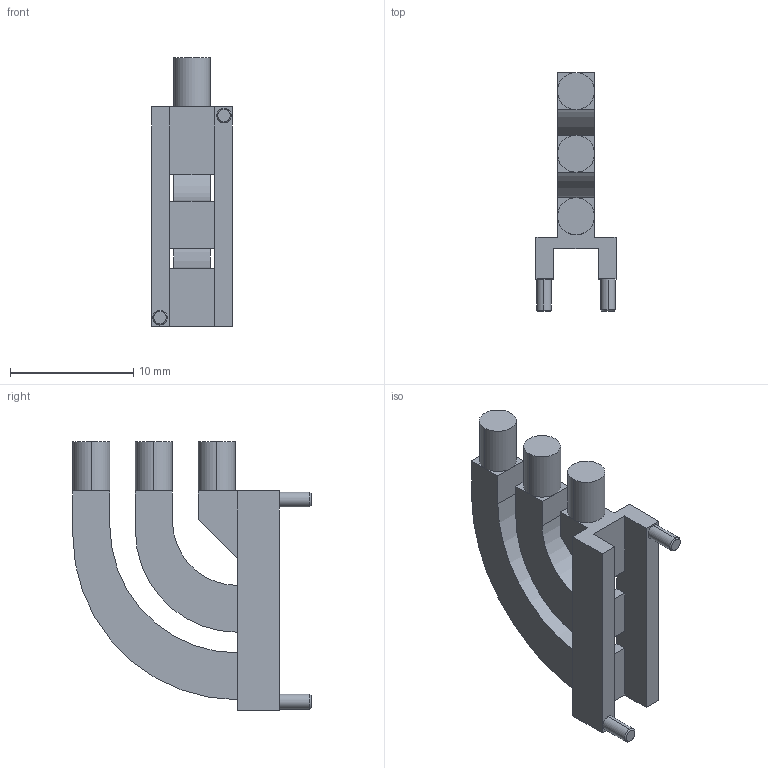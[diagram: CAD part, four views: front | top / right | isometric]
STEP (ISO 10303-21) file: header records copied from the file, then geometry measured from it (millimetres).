
FILE_DESCRIPTION (( 'STEP AP214' ), '1' );
FILE_NAME ('LPF-C013301S.STEP', '2023-03-09T04:31:58', ( '' ), ( '' ), 'SwSTEP 2.0', 'SolidWorks 2017', '' );
FILE_SCHEMA (( 'AUTOMOTIVE_DESIGN' ));
Length unit declared in the file: millimetre
Products named in the file (1): LPF-C013301S
Bounding box: 6.5 x 19.34 x 21.8 mm (x, y, z)
Volume: 710 mm3; surface area: 1077.8 mm2
Topology: 1 solids, 1 shells, 61 faces, 154 edges, 93 vertices
Faces by surface type: plane 43, cylinder 14, cone 4
Entity records: 1835 total; most frequent: DIRECTION 315, CARTESIAN_POINT 309, ORIENTED_EDGE 308, EDGE_CURVE 154, LINE 117, VECTOR 117, AXIS2_PLACEMENT_3D 99, VERTEX_POINT 93
